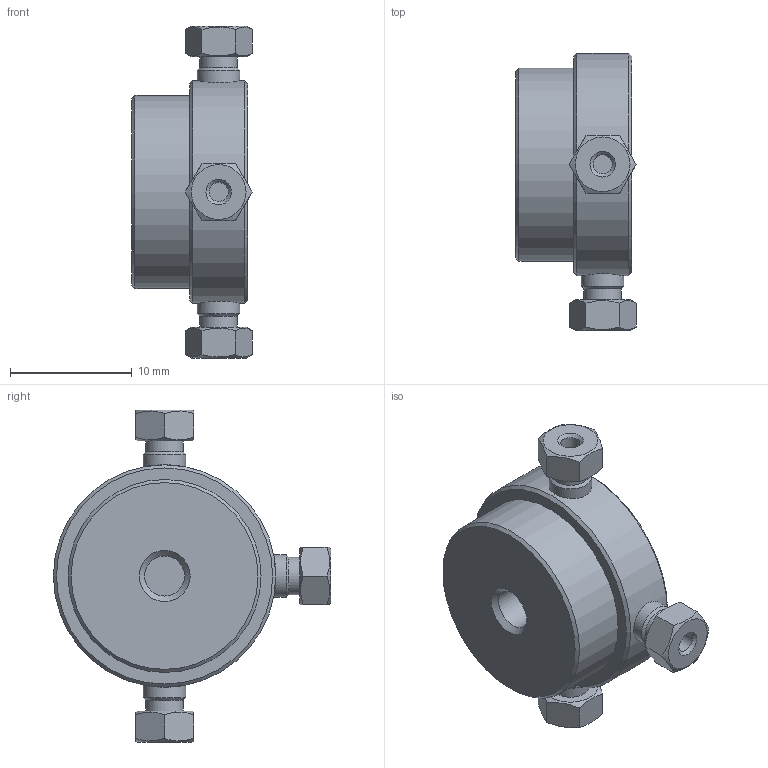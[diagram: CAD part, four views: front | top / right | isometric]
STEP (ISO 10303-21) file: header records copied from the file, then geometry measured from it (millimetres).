
FILE_DESCRIPTION(/* description */ ('ZT.5CS6-M'),/* implementation_level */ '2;1');
FILE_NAME(/* name */ '305292.stp',/* time_stamp */ '2015-08-31T10:11:23+02:00',/* author */ ('Franzp'),/* organization */ ('VICI'),/* preprocessor_version */ 'ST-DEVELOPER v15.6',/* originating_system */ 'Autodesk Inventor 2015',/* authorisation */ '');
FILE_SCHEMA (('CONFIG_CONTROL_DESIGN'));
Length unit declared in the file: centimetre
Products named in the file (1): 305292
Bounding box: 9.89 x 22.8 x 27.31 mm (x, y, z)
Volume: 2306.2 mm3; surface area: 1402.4 mm2
Topology: 1 solids, 1 shells, 65 faces, 143 edges, 91 vertices
Faces by surface type: plane 31, cone 22, cylinder 12
Full cylindrical faces by diameter (mm): 1.575 x3, 3.073 x3, 3.302 x1, 3.505 x3, 15.875 x1, 18.288 x1
Entity records: 1789 total; most frequent: CARTESIAN_POINT 479, DIRECTION 230, ORIENTED_EDGE 224, EDGE_CURVE 112, AXIS2_PLACEMENT_3D 106, EDGE_LOOP 104, VERTEX_POINT 88, FACE_OUTER_BOUND 65
